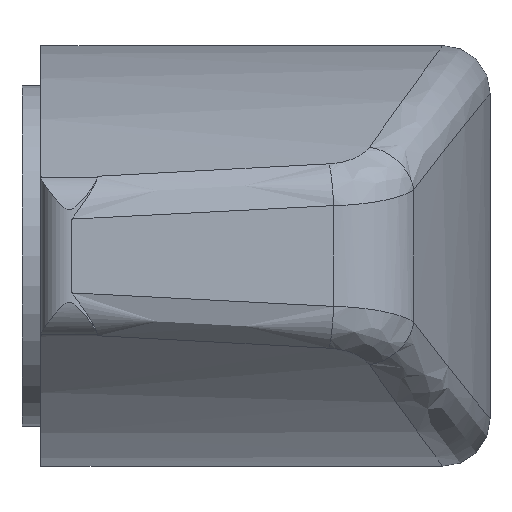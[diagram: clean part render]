
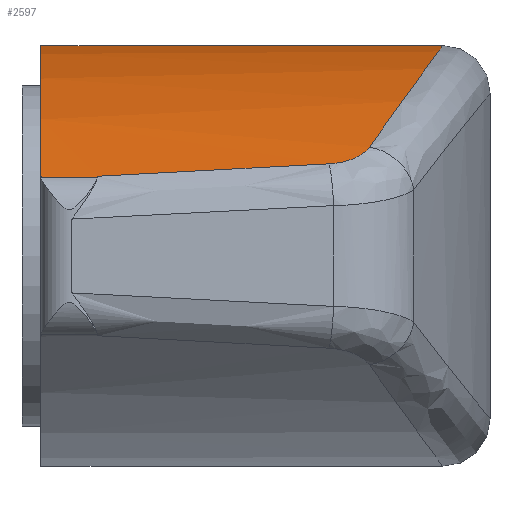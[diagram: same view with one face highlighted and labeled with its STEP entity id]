
A CAD part, front view. The second image highlights one B-rep face of the part: STEP entity #2597.
In plain terms, the highlighted cylindrical face has radius 21.604 mm (diameter 43.207 mm), a partial arc.
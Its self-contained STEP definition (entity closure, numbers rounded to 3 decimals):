
#33 = ORIENTED_EDGE ( 'NONE', *, *, #503, .T. ) ;
#74 = DIRECTION ( 'NONE',  ( -1., 0., 0. ) ) ;
#91 = CARTESIAN_POINT ( 'NONE',  ( 7.107, -9.796, 6.551 ) ) ;
#111 = ORIENTED_EDGE ( 'NONE', *, *, #3065, .F. ) ;
#130 = FACE_OUTER_BOUND ( 'NONE', #2974, .T. ) ;
#214 = CARTESIAN_POINT ( 'NONE',  ( 8.624, -4.085, 8.526 ) ) ;
#216 = EDGE_CURVE ( 'NONE', #3154, #1932, #2018, .T. ) ;
#231 = EDGE_CURVE ( 'NONE', #2013, #3035, #2742, .T. ) ;
#331 = CARTESIAN_POINT ( 'NONE',  ( 6.697, -10.052, 6.419 ) ) ;
#382 = CARTESIAN_POINT ( 'NONE',  ( 7.345, -9.398, 6.749 ) ) ;
#416 = B_SPLINE_CURVE_WITH_KNOTS ( 'NONE', 3,
 ( #2763, #2872, #686, #1663 ),
 .UNSPECIFIED., .F., .F.,
 ( 4, 4 ),
 ( 0., 0. ),
 .UNSPECIFIED. ) ;
#431 = CIRCLE ( 'NONE', #2203, 21.604 ) ;
#456 = CARTESIAN_POINT ( 'NONE',  ( 7.81, -7.944, 7.402 ) ) ;
#479 = CARTESIAN_POINT ( 'NONE',  ( 0.407, -10.63, 6.104 ) ) ;
#503 = EDGE_CURVE ( 'NONE', #781, #2177, #416, .T. ) ;
#527 = CARTESIAN_POINT ( 'NONE',  ( 4.853, -10.251, 6.314 ) ) ;
#610 = CARTESIAN_POINT ( 'NONE',  ( 6.497, -10.089, 6.4 ) ) ;
#628 = DIRECTION ( 'NONE',  ( -1., 0., 0. ) ) ;
#644 = CARTESIAN_POINT ( 'NONE',  ( 0.4, 0., 8.9 ) ) ;
#656 = CARTESIAN_POINT ( 'NONE',  ( 0.4, 0., -12.704 ) ) ;
#686 = CARTESIAN_POINT ( 'NONE',  ( 1.598, -10.592, 6.125 ) ) ;
#757 = ORIENTED_EDGE ( 'NONE', *, *, #848, .T. ) ;
#772 = VERTEX_POINT ( 'NONE', #479 ) ;
#781 = VERTEX_POINT ( 'NONE', #1945 ) ;
#848 = EDGE_CURVE ( 'NONE', #2177, #2013, #2660, .T. ) ;
#856 = CARTESIAN_POINT ( 'NONE',  ( 0.4, -10.541, 6.154 ) ) ;
#865 = VECTOR ( 'NONE', #2989, 1000. ) ;
#952 = CARTESIAN_POINT ( 'NONE',  ( 8.9, 0., 8.9 ) ) ;
#1026 = ORIENTED_EDGE ( 'NONE', *, *, #2166, .T. ) ;
#1050 = LINE ( 'NONE', #2010, #865 ) ;
#1059 = CARTESIAN_POINT ( 'NONE',  ( 15., 0., 8.9 ) ) ;
#1077 = CARTESIAN_POINT ( 'NONE',  ( 7.171, -9.724, 6.588 ) ) ;
#1098 = CARTESIAN_POINT ( 'NONE',  ( 0.407, -10.63, 6.104 ) ) ;
#1196 = CARTESIAN_POINT ( 'NONE',  ( 8.727, -3.281, 8.665 ) ) ;
#1306 = CARTESIAN_POINT ( 'NONE',  ( 6.878, -9.974, 6.46 ) ) ;
#1429 = CARTESIAN_POINT ( 'NONE',  ( 8.194, -6.432, 7.936 ) ) ;
#1502 = CARTESIAN_POINT ( 'NONE',  ( 6.497, -10.089, 6.4 ) ) ;
#1550 = ORIENTED_EDGE ( 'NONE', *, *, #216, .T. ) ;
#1551 = CARTESIAN_POINT ( 'NONE',  ( 6.497, -10.089, 6.4 ) ) ;
#1563 = EDGE_CURVE ( 'NONE', #2457, #1932, #431, .T. ) ;
#1604 = DIRECTION ( 'NONE',  ( 0., 0., 1. ) ) ;
#1635 = DIRECTION ( 'NONE',  ( -1., 0., 0. ) ) ;
#1663 = CARTESIAN_POINT ( 'NONE',  ( 1.599, -10.572, 6.136 ) ) ;
#1672 = ORIENTED_EDGE ( 'NONE', *, *, #1563, .F. ) ;
#1675 = CARTESIAN_POINT ( 'NONE',  ( 7.345, -9.398, 6.749 ) ) ;
#1683 = ORIENTED_EDGE ( 'NONE', *, *, #231, .T. ) ;
#1743 = CARTESIAN_POINT ( 'NONE',  ( 1.599, -10.572, 6.136 ) ) ;
#1840 = CYLINDRICAL_SURFACE ( 'NONE', #2632, 21.604 ) ;
#1920 = VECTOR ( 'NONE', #74, 1000. ) ;
#1921 = CARTESIAN_POINT ( 'NONE',  ( 1.599, -10.572, 6.136 ) ) ;
#1932 = VERTEX_POINT ( 'NONE', #644 ) ;
#1945 = CARTESIAN_POINT ( 'NONE',  ( 1.593, -10.63, 6.104 ) ) ;
#2010 = CARTESIAN_POINT ( 'NONE',  ( 15., -10.63, 6.104 ) ) ;
#2013 = VERTEX_POINT ( 'NONE', #610 ) ;
#2018 = LINE ( 'NONE', #1059, #1920 ) ;
#2037 = CARTESIAN_POINT ( 'NONE',  ( 7.275, -9.569, 6.666 ) ) ;
#2057 = CARTESIAN_POINT ( 'NONE',  ( 0.402, -10.601, 6.12 ) ) ;
#2102 = CARTESIAN_POINT ( 'NONE',  ( 7.345, -9.398, 6.749 ) ) ;
#2157 = CARTESIAN_POINT ( 'NONE',  ( 8.866, -1.639, 8.854 ) ) ;
#2166 = EDGE_CURVE ( 'NONE', #3035, #3154, #2414, .T. ) ;
#2177 = VERTEX_POINT ( 'NONE', #1921 ) ;
#2203 = AXIS2_PLACEMENT_3D ( 'NONE', #656, #1635, #2600 ) ;
#2226 = B_SPLINE_CURVE_WITH_KNOTS ( 'NONE', 3,
 ( #1098, #2057, #3038, #856 ),
 .UNSPECIFIED., .F., .F.,
 ( 4, 4 ),
 ( 0., 0. ),
 .UNSPECIFIED. ) ;
#2275 = CARTESIAN_POINT ( 'NONE',  ( 6.962, -9.92, 6.488 ) ) ;
#2301 = CARTESIAN_POINT ( 'NONE',  ( 8.9, 0., 8.9 ) ) ;
#2395 = CARTESIAN_POINT ( 'NONE',  ( 8.358, -5.66, 8.161 ) ) ;
#2414 = B_SPLINE_CURVE_WITH_KNOTS ( 'NONE', 3,
 ( #1675, #2643, #456, #1429, #2395, #214, #1196, #2157, #3144, #952 ),
 .UNSPECIFIED., .F., .F.,
 ( 4, 2, 2, 2, 4 ),
 ( 0., 0.002, 0.005, 0.007, 0.01 ),
 .UNSPECIFIED. ) ;
#2457 = VERTEX_POINT ( 'NONE', #2554 ) ;
#2520 = CARTESIAN_POINT ( 'NONE',  ( 6.599, -10.079, 6.405 ) ) ;
#2543 = EDGE_CURVE ( 'NONE', #772, #2457, #2226, .T. ) ;
#2554 = CARTESIAN_POINT ( 'NONE',  ( 0.4, -10.541, 6.154 ) ) ;
#2597 = ADVANCED_FACE ( 'NONE', ( #130 ), #1840, .T. ) ;
#2600 = DIRECTION ( 'NONE',  ( 0., 0., -1. ) ) ;
#2632 = AXIS2_PLACEMENT_3D ( 'NONE', #2815, #628, #1604 ) ;
#2643 = CARTESIAN_POINT ( 'NONE',  ( 7.589, -8.684, 7.093 ) ) ;
#2660 =( BOUNDED_CURVE ( )  B_SPLINE_CURVE ( 3, ( #1743, #2710, #527, #1502 ),
 .UNSPECIFIED., .F., .F. ) 
 B_SPLINE_CURVE_WITH_KNOTS ( ( 4, 4 ),
 ( 1.059, 1.085 ),
 .UNSPECIFIED. ) 
 CURVE ( )  GEOMETRIC_REPRESENTATION_ITEM ( )  RATIONAL_B_SPLINE_CURVE ( ( 1., 1., 1., 1. ) ) 
 REPRESENTATION_ITEM ( '' )  );
#2710 = CARTESIAN_POINT ( 'NONE',  ( 3.221, -10.412, 6.226 ) ) ;
#2742 = B_SPLINE_CURVE_WITH_KNOTS ( 'NONE', 3,
 ( #1551, #2520, #331, #1306, #2275, #91, #1077, #2037, #3017, #2102 ),
 .UNSPECIFIED., .F., .F.,
 ( 4, 2, 2, 2, 4 ),
 ( 0., 0., 0.001, 0.001, 0.001 ),
 .UNSPECIFIED. ) ;
#2763 = CARTESIAN_POINT ( 'NONE',  ( 1.593, -10.63, 6.104 ) ) ;
#2815 = CARTESIAN_POINT ( 'NONE',  ( 15., 0., -12.704 ) ) ;
#2872 = CARTESIAN_POINT ( 'NONE',  ( 1.596, -10.611, 6.115 ) ) ;
#2974 = EDGE_LOOP ( 'NONE', ( #1026, #1550, #1672, #3143, #111, #33, #757, #1683 ) ) ;
#2989 = DIRECTION ( 'NONE',  ( -1., 0., 0. ) ) ;
#3017 = CARTESIAN_POINT ( 'NONE',  ( 7.315, -9.486, 6.706 ) ) ;
#3035 = VERTEX_POINT ( 'NONE', #382 ) ;
#3038 = CARTESIAN_POINT ( 'NONE',  ( 0.4, -10.571, 6.137 ) ) ;
#3065 = EDGE_CURVE ( 'NONE', #781, #772, #1050, .T. ) ;
#3143 = ORIENTED_EDGE ( 'NONE', *, *, #2543, .F. ) ;
#3144 = CARTESIAN_POINT ( 'NONE',  ( 8.9, -0.818, 8.9 ) ) ;
#3154 = VERTEX_POINT ( 'NONE', #2301 ) ;
